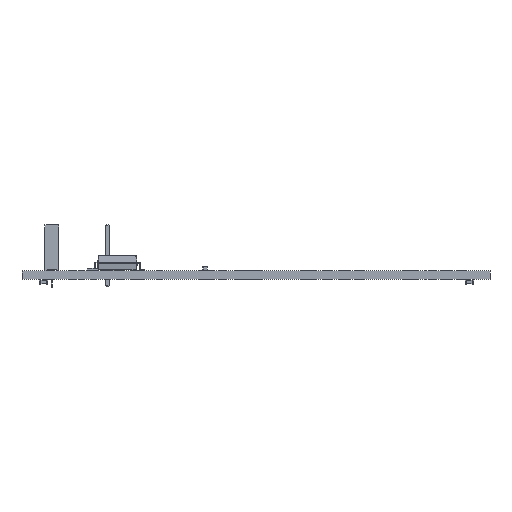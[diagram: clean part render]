
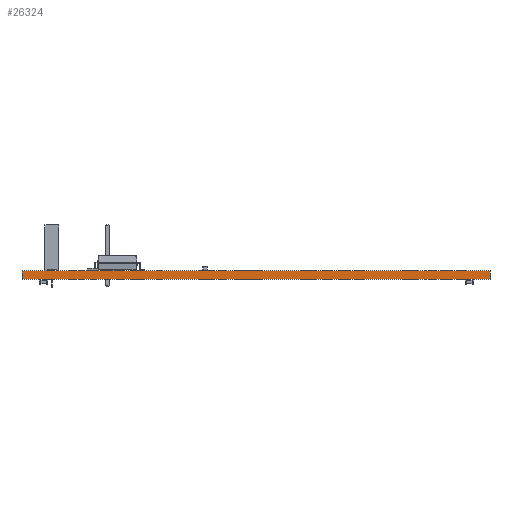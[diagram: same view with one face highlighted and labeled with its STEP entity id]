
A CAD part, front view. The second image highlights one B-rep face of the part: STEP entity #26324.
In plain terms, the highlighted planar face has unit normal (0, -1, 0).
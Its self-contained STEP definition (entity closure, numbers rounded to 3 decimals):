
#26324 = ADVANCED_FACE('',(#26325),#26359,.T.);
#26325 = FACE_BOUND('',#26326,.T.);
#26326 = EDGE_LOOP('',(#26327,#26337,#26345,#26353));
#26327 = ORIENTED_EDGE('',*,*,#26328,.T.);
#26328 = EDGE_CURVE('',#26329,#26331,#26333,.T.);
#26329 = VERTEX_POINT('',#26330);
#26330 = CARTESIAN_POINT('',(229.31,-143.82,0.));
#26331 = VERTEX_POINT('',#26332);
#26332 = CARTESIAN_POINT('',(229.31,-143.82,1.6));
#26333 = LINE('',#26334,#26335);
#26334 = CARTESIAN_POINT('',(229.31,-143.82,0.));
#26335 = VECTOR('',#26336,1.);
#26336 = DIRECTION('',(0.,0.,1.));
#26337 = ORIENTED_EDGE('',*,*,#26338,.T.);
#26338 = EDGE_CURVE('',#26331,#26339,#26341,.T.);
#26339 = VERTEX_POINT('',#26340);
#26340 = CARTESIAN_POINT('',(142.09,-143.82,1.6));
#26341 = LINE('',#26342,#26343);
#26342 = CARTESIAN_POINT('',(229.31,-143.82,1.6));
#26343 = VECTOR('',#26344,1.);
#26344 = DIRECTION('',(-1.,0.,0.));
#26345 = ORIENTED_EDGE('',*,*,#26346,.F.);
#26346 = EDGE_CURVE('',#26347,#26339,#26349,.T.);
#26347 = VERTEX_POINT('',#26348);
#26348 = CARTESIAN_POINT('',(142.09,-143.82,0.));
#26349 = LINE('',#26350,#26351);
#26350 = CARTESIAN_POINT('',(142.09,-143.82,0.));
#26351 = VECTOR('',#26352,1.);
#26352 = DIRECTION('',(0.,0.,1.));
#26353 = ORIENTED_EDGE('',*,*,#26354,.F.);
#26354 = EDGE_CURVE('',#26329,#26347,#26355,.T.);
#26355 = LINE('',#26356,#26357);
#26356 = CARTESIAN_POINT('',(229.31,-143.82,0.));
#26357 = VECTOR('',#26358,1.);
#26358 = DIRECTION('',(-1.,0.,0.));
#26359 = PLANE('',#26360);
#26360 = AXIS2_PLACEMENT_3D('',#26361,#26362,#26363);
#26361 = CARTESIAN_POINT('',(229.31,-143.82,0.));
#26362 = DIRECTION('',(0.,-1.,0.));
#26363 = DIRECTION('',(-1.,0.,0.));
